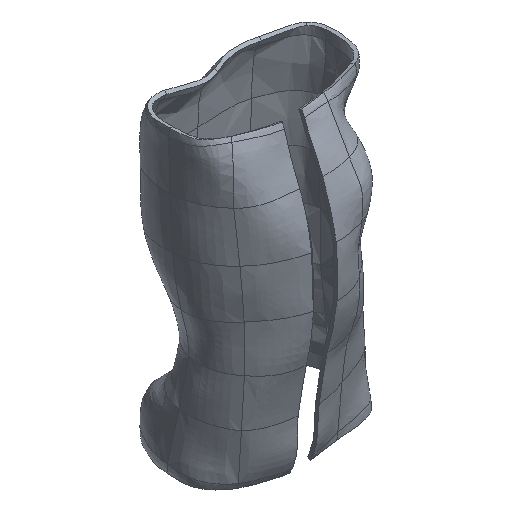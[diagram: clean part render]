
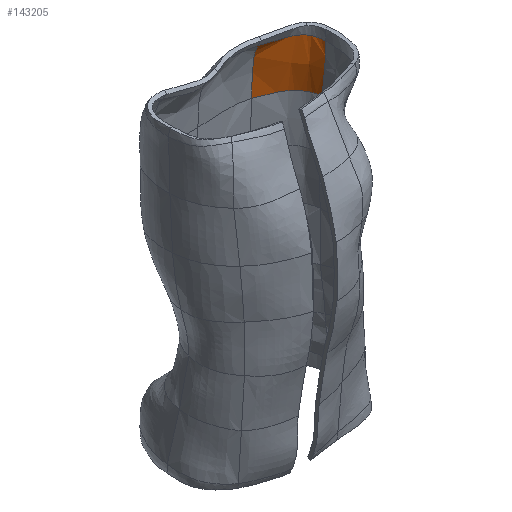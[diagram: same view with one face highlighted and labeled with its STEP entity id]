
A CAD part, isometric view. The second image highlights one B-rep face of the part: STEP entity #143205.
In plain terms, the highlighted free-form (B-spline) face has degree [3, 3] with [7, 7] control points.
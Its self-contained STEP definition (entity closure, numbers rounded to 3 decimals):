
#142891 = VERTEX_POINT('',#142892);
#142892 = CARTESIAN_POINT('',(159.82,17.889,
    315.81));
#142978 = VERTEX_POINT('',#142979);
#142979 = CARTESIAN_POINT('',(163.328,15.491,
    390.055));
#142991 = EDGE_CURVE('',#142891,#142978,#142992,.T.);
#142992 = B_SPLINE_CURVE_WITH_KNOTS('',3,(#142993,#142994,#142995,
    #142996,#142997,#142998,#142999),.UNSPECIFIED.,.F.,.F.,(4,1,1,1,4),(
    0.,1.,2.,3.,4.),.QUASI_UNIFORM_KNOTS.);
#142993 = CARTESIAN_POINT('',(159.82,17.889,
    315.81));
#142994 = CARTESIAN_POINT('',(160.341,17.662,
    321.966));
#142995 = CARTESIAN_POINT('',(161.068,16.878,
    334.424));
#142996 = CARTESIAN_POINT('',(161.376,15.353,
    353.239));
#142997 = CARTESIAN_POINT('',(161.571,14.373,
    371.787));
#142998 = CARTESIAN_POINT('',(163.025,15.109,
    384.014));
#142999 = CARTESIAN_POINT('',(163.328,15.491,
    390.055));
#143136 = VERTEX_POINT('',#143137);
#143137 = CARTESIAN_POINT('',(98.095,57.963,
    395.037));
#143144 = EDGE_CURVE('',#143136,#142978,#143145,.T.);
#143145 = B_SPLINE_CURVE_WITH_KNOTS('',3,(#143146,#143147,#143148,
    #143149,#143150,#143151,#143152),.UNSPECIFIED.,.F.,.F.,(4,1,1,1,4),(
    0.,1.,2.,3.,4.),.QUASI_UNIFORM_KNOTS.);
#143146 = CARTESIAN_POINT('',(98.095,57.963,
    395.037));
#143147 = CARTESIAN_POINT('',(105.181,56.283,
    394.85));
#143148 = CARTESIAN_POINT('',(119.497,51.802,
    394.181));
#143149 = CARTESIAN_POINT('',(141.123,46.5,
    393.965));
#143150 = CARTESIAN_POINT('',(158.386,34.923,
    392.419));
#143151 = CARTESIAN_POINT('',(162.402,21.841,
    390.681));
#143152 = CARTESIAN_POINT('',(163.328,15.491,
    390.055));
#143205 = ADVANCED_FACE('',(#143206),#143232,.T.);
#143206 = FACE_BOUND('',#143207,.T.);
#143207 = EDGE_LOOP('',(#143208,#143209,#143221,#143231));
#143208 = ORIENTED_EDGE('',*,*,#143144,.F.);
#143209 = ORIENTED_EDGE('',*,*,#143210,.F.);
#143210 = EDGE_CURVE('',#143211,#143136,#143213,.T.);
#143211 = VERTEX_POINT('',#143212);
#143212 = CARTESIAN_POINT('',(99.673,69.233,
    316.993));
#143213 = B_SPLINE_CURVE_WITH_KNOTS('',3,(#143214,#143215,#143216,
    #143217,#143218,#143219,#143220),.UNSPECIFIED.,.F.,.F.,(4,1,1,1,4),(
    0.,1.,2.,3.,4.),.QUASI_UNIFORM_KNOTS.);
#143214 = CARTESIAN_POINT('',(99.673,69.233,
    316.993));
#143215 = CARTESIAN_POINT('',(99.705,69.06,
    323.63));
#143216 = CARTESIAN_POINT('',(99.716,68.677,
    337.223));
#143217 = CARTESIAN_POINT('',(99.632,67.594,
    357.799));
#143218 = CARTESIAN_POINT('',(99.338,65.084,
    377.756));
#143219 = CARTESIAN_POINT('',(98.604,60.796,
    389.626));
#143220 = CARTESIAN_POINT('',(98.095,57.963,
    395.037));
#143221 = ORIENTED_EDGE('',*,*,#143222,.T.);
#143222 = EDGE_CURVE('',#143211,#142891,#143223,.T.);
#143223 = B_SPLINE_CURVE_WITH_KNOTS('',3,(#143224,#143225,#143226,
    #143227,#143228,#143229,#143230),.UNSPECIFIED.,.F.,.F.,(4,1,1,1,4),(
    0.,1.,2.,3.,4.),.QUASI_UNIFORM_KNOTS.);
#143224 = CARTESIAN_POINT('',(99.673,69.233,
    316.993));
#143225 = CARTESIAN_POINT('',(106.745,67.239,
    316.949));
#143226 = CARTESIAN_POINT('',(121.129,61.661,
    316.719));
#143227 = CARTESIAN_POINT('',(141.857,51.574,
    316.281));
#143228 = CARTESIAN_POINT('',(155.878,35.749,
    315.815));
#143229 = CARTESIAN_POINT('',(159.338,23.584,
    315.755));
#143230 = CARTESIAN_POINT('',(159.82,17.889,
    315.81));
#143231 = ORIENTED_EDGE('',*,*,#142991,.T.);
#143232 = B_SPLINE_SURFACE_WITH_KNOTS('',3,3,(
    (#143233,#143234,#143235,#143236,#143237,#143238,#143239)
    ,(#143240,#143241,#143242,#143243,#143244,#143245,#143246)
    ,(#143247,#143248,#143249,#143250,#143251,#143252,#143253)
    ,(#143254,#143255,#143256,#143257,#143258,#143259,#143260)
    ,(#143261,#143262,#143263,#143264,#143265,#143266,#143267)
    ,(#143268,#143269,#143270,#143271,#143272,#143273,#143274)
    ,(#143275,#143276,#143277,#143278,#143279,#143280,#143281
  )),.UNSPECIFIED.,.F.,.F.,.F.,(4,1,1,1,4),(4,1,1,1,4),(0.,1.,2.,3.,4.),
  (0.,1.,2.,3.,4.),.QUASI_UNIFORM_KNOTS.);
#143233 = CARTESIAN_POINT('',(99.673,69.233,
    316.993));
#143234 = CARTESIAN_POINT('',(99.705,69.06,
    323.63));
#143235 = CARTESIAN_POINT('',(99.716,68.677,
    337.223));
#143236 = CARTESIAN_POINT('',(99.632,67.594,
    357.799));
#143237 = CARTESIAN_POINT('',(99.338,65.084,
    377.756));
#143238 = CARTESIAN_POINT('',(98.604,60.796,
    389.626));
#143239 = CARTESIAN_POINT('',(98.095,57.963,
    395.037));
#143240 = CARTESIAN_POINT('',(106.745,67.239,
    316.949));
#143241 = CARTESIAN_POINT('',(106.799,67.017,
    323.574));
#143242 = CARTESIAN_POINT('',(106.845,66.529,
    337.139));
#143243 = CARTESIAN_POINT('',(106.792,65.372,
    357.672));
#143244 = CARTESIAN_POINT('',(106.534,63.028,
    377.591));
#143245 = CARTESIAN_POINT('',(105.77,58.993,
    389.448));
#143246 = CARTESIAN_POINT('',(105.181,56.283,
    394.85));
#143247 = CARTESIAN_POINT('',(121.129,61.661,
    316.719));
#143248 = CARTESIAN_POINT('',(121.221,61.367,
    323.298));
#143249 = CARTESIAN_POINT('',(121.336,60.766,
    336.749));
#143250 = CARTESIAN_POINT('',(121.211,59.248,
    357.09));
#143251 = CARTESIAN_POINT('',(120.81,56.56,
    376.684));
#143252 = CARTESIAN_POINT('',(120.199,53.917,
    388.697));
#143253 = CARTESIAN_POINT('',(119.497,51.802,
    394.181));
#143254 = CARTESIAN_POINT('',(141.857,51.574,
    316.281));
#143255 = CARTESIAN_POINT('',(142.022,51.229,
    322.758));
#143256 = CARTESIAN_POINT('',(142.274,50.528,
    335.975));
#143257 = CARTESIAN_POINT('',(141.346,48.188,
    355.947));
#143258 = CARTESIAN_POINT('',(140.914,46.561,
    375.465));
#143259 = CARTESIAN_POINT('',(141.656,47.276,
    388.121));
#143260 = CARTESIAN_POINT('',(141.123,46.5,
    393.965));
#143261 = CARTESIAN_POINT('',(155.878,35.749,
    315.815));
#143262 = CARTESIAN_POINT('',(155.988,35.368,
    322.141));
#143263 = CARTESIAN_POINT('',(156.117,34.507,
    334.986));
#143264 = CARTESIAN_POINT('',(155.112,32.55,
    354.413));
#143265 = CARTESIAN_POINT('',(155.059,31.729,
    373.5));
#143266 = CARTESIAN_POINT('',(157.886,34.219,
    386.246));
#143267 = CARTESIAN_POINT('',(158.386,34.923,
    392.419));
#143268 = CARTESIAN_POINT('',(159.338,23.584,
    315.755));
#143269 = CARTESIAN_POINT('',(159.689,23.337,
    321.966));
#143270 = CARTESIAN_POINT('',(160.127,22.573,
    334.546));
#143271 = CARTESIAN_POINT('',(160.038,21.034,
    353.55));
#143272 = CARTESIAN_POINT('',(160.174,20.15,
    372.254));
#143273 = CARTESIAN_POINT('',(162.052,21.357,
    384.611));
#143274 = CARTESIAN_POINT('',(162.402,21.841,
    390.681));
#143275 = CARTESIAN_POINT('',(159.82,17.889,
    315.81));
#143276 = CARTESIAN_POINT('',(160.341,17.662,
    321.966));
#143277 = CARTESIAN_POINT('',(161.068,16.878,
    334.424));
#143278 = CARTESIAN_POINT('',(161.376,15.353,
    353.239));
#143279 = CARTESIAN_POINT('',(161.571,14.373,
    371.787));
#143280 = CARTESIAN_POINT('',(163.025,15.109,
    384.014));
#143281 = CARTESIAN_POINT('',(163.328,15.491,
    390.055));
